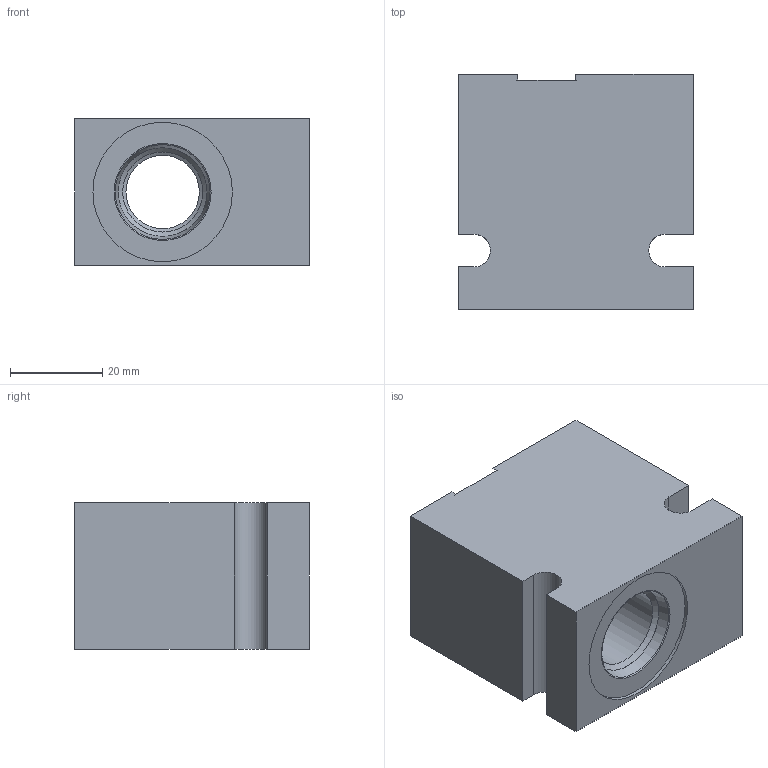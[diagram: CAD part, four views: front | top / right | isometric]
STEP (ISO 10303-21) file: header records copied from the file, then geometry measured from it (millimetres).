
FILE_DESCRIPTION((''),'2;1');
FILE_NAME('10-2-8T.stp','2015-06-04T14:26:56',('jml'),(''),'Autodesk Inventor 2010','Autodesk Inventor 2010','');
FILE_SCHEMA(('AUTOMOTIVE_DESIGN { 1 0 10303 214 1 1 1 1 }'));
Length unit declared in the file: inch
Products named in the file (1): 300142-8T
Bounding box: 50.8 x 50.8 x 31.75 mm (x, y, z)
Volume: 57768.4 mm3; surface area: 15570.4 mm2
Topology: 1 solids, 1 shells, 43 faces, 100 edges, 64 vertices
Faces by surface type: plane 19, bspline 8, cone 6, cylinder 6, torus 4
Full cylindrical faces by diameter (mm): 30.175 x2
Entity records: 1237 total; most frequent: CARTESIAN_POINT 333, DIRECTION 180, ORIENTED_EDGE 150, EDGE_CURVE 75, EDGE_LOOP 72, AXIS2_PLACEMENT_3D 70, VERTEX_POINT 59, FACE_OUTER_BOUND 43
